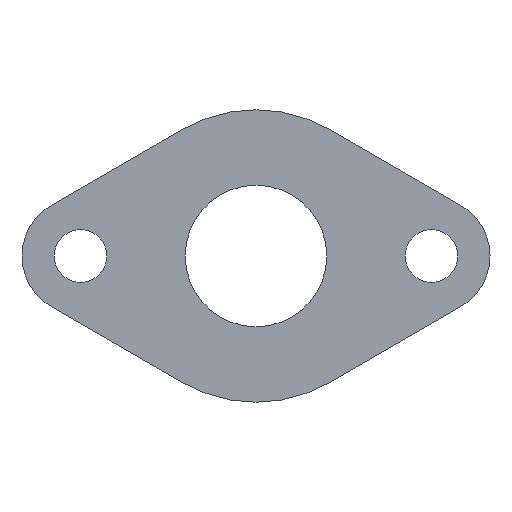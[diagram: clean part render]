
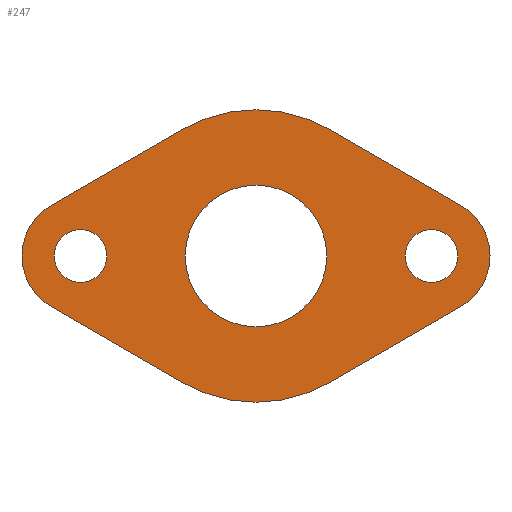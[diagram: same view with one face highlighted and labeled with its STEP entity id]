
A CAD part, left-side view. The second image highlights one B-rep face of the part: STEP entity #247.
In plain terms, the highlighted planar face has unit normal (-1, 0, 0).
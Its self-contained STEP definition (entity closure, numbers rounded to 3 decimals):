
#20=CIRCLE('',#263,12.5);
#22=CIRCLE('',#267,5.);
#24=CIRCLE('',#271,12.5);
#27=CIRCLE('',#276,2.25);
#29=CIRCLE('',#279,2.25);
#31=CIRCLE('',#282,6.05);
#32=CIRCLE('',#284,5.);
#90=ORIENTED_EDGE('',*,*,#128,.T.);
#91=ORIENTED_EDGE('',*,*,#126,.T.);
#92=ORIENTED_EDGE('',*,*,#124,.T.);
#93=ORIENTED_EDGE('',*,*,#101,.F.);
#94=ORIENTED_EDGE('',*,*,#129,.F.);
#95=ORIENTED_EDGE('',*,*,#120,.F.);
#96=ORIENTED_EDGE('',*,*,#117,.F.);
#97=ORIENTED_EDGE('',*,*,#114,.F.);
#98=ORIENTED_EDGE('',*,*,#111,.F.);
#99=ORIENTED_EDGE('',*,*,#108,.F.);
#100=ORIENTED_EDGE('',*,*,#105,.F.);
#101=EDGE_CURVE('',#131,#132,#153,.T.);
#105=EDGE_CURVE('',#132,#135,#20,.T.);
#108=EDGE_CURVE('',#135,#137,#158,.T.);
#111=EDGE_CURVE('',#137,#139,#22,.T.);
#114=EDGE_CURVE('',#139,#141,#162,.T.);
#117=EDGE_CURVE('',#141,#143,#24,.T.);
#120=EDGE_CURVE('',#143,#145,#166,.T.);
#124=EDGE_CURVE('',#148,#148,#27,.T.);
#126=EDGE_CURVE('',#150,#150,#29,.T.);
#128=EDGE_CURVE('',#152,#152,#31,.T.);
#129=EDGE_CURVE('',#145,#131,#32,.T.);
#131=VERTEX_POINT('',#363);
#132=VERTEX_POINT('',#364);
#135=VERTEX_POINT('',#372);
#137=VERTEX_POINT('',#378);
#139=VERTEX_POINT('',#384);
#141=VERTEX_POINT('',#390);
#143=VERTEX_POINT('',#396);
#145=VERTEX_POINT('',#402);
#148=VERTEX_POINT('',#410);
#150=VERTEX_POINT('',#415);
#152=VERTEX_POINT('',#420);
#153=LINE('',#362,#169);
#158=LINE('',#377,#174);
#162=LINE('',#389,#178);
#166=LINE('',#401,#182);
#169=VECTOR('',#292,1000.);
#174=VECTOR('',#305,1000.);
#178=VECTOR('',#317,1000.);
#182=VECTOR('',#329,1000.);
#203=EDGE_LOOP('',(#90));
#204=EDGE_LOOP('',(#91));
#205=EDGE_LOOP('',(#92));
#206=EDGE_LOOP('',(#93,#94,#95,#96,#97,#98,#99,#100));
#225=FACE_BOUND('',#203,.T.);
#226=FACE_BOUND('',#204,.T.);
#227=FACE_BOUND('',#205,.T.);
#228=FACE_BOUND('',#206,.T.);
#234=PLANE('',#287);
#247=ADVANCED_FACE('',(#225,#226,#227,#228),#234,.F.);
#263=AXIS2_PLACEMENT_3D('',#371,#298,#299);
#267=AXIS2_PLACEMENT_3D('',#383,#310,#311);
#271=AXIS2_PLACEMENT_3D('',#395,#322,#323);
#276=AXIS2_PLACEMENT_3D('',#409,#336,#337);
#279=AXIS2_PLACEMENT_3D('',#414,#342,#343);
#282=AXIS2_PLACEMENT_3D('',#419,#348,#349);
#284=AXIS2_PLACEMENT_3D('',#422,#352,#353);
#287=AXIS2_PLACEMENT_3D('',#425,#358,#359);
#292=DIRECTION('',(0.,-0.866,0.5));
#298=DIRECTION('',(1.,0.,0.));
#299=DIRECTION('',(0.,0.,-1.));
#305=DIRECTION('',(0.,-0.866,-0.5));
#310=DIRECTION('',(1.,0.,0.));
#311=DIRECTION('',(0.,0.,-1.));
#317=DIRECTION('',(0.,0.866,-0.5));
#322=DIRECTION('',(1.,0.,0.));
#323=DIRECTION('',(0.,0.,-1.));
#329=DIRECTION('',(0.,0.866,0.5));
#336=DIRECTION('',(1.,0.,0.));
#337=DIRECTION('',(0.,0.,-1.));
#342=DIRECTION('',(1.,0.,0.));
#343=DIRECTION('',(0.,0.,-1.));
#348=DIRECTION('',(1.,0.,0.));
#349=DIRECTION('',(0.,0.,-1.));
#352=DIRECTION('',(1.,0.,0.));
#353=DIRECTION('',(0.,0.,-1.));
#358=DIRECTION('',(1.,0.,0.));
#359=DIRECTION('',(0.,0.,-1.));
#362=CARTESIAN_POINT('',(0.,17.5,4.33));
#363=CARTESIAN_POINT('',(0.,17.5,4.33));
#364=CARTESIAN_POINT('',(0.,6.25,10.825));
#371=CARTESIAN_POINT('',(0.,0.,0.));
#372=CARTESIAN_POINT('',(0.,-6.25,10.825));
#377=CARTESIAN_POINT('',(0.,-6.25,10.825));
#378=CARTESIAN_POINT('',(0.,-17.5,4.33));
#383=CARTESIAN_POINT('',(0.,-15.,0.));
#384=CARTESIAN_POINT('',(0.,-17.5,-4.33));
#389=CARTESIAN_POINT('',(0.,-17.5,-4.33));
#390=CARTESIAN_POINT('',(0.,-6.25,-10.825));
#395=CARTESIAN_POINT('',(0.,0.,0.));
#396=CARTESIAN_POINT('',(0.,6.25,-10.825));
#401=CARTESIAN_POINT('',(0.,6.25,-10.825));
#402=CARTESIAN_POINT('',(0.,17.5,-4.33));
#409=CARTESIAN_POINT('',(0.,15.,0.));
#410=CARTESIAN_POINT('',(0.,15.,-2.25));
#414=CARTESIAN_POINT('',(0.,-15.,0.));
#415=CARTESIAN_POINT('',(0.,-15.,-2.25));
#419=CARTESIAN_POINT('',(0.,0.,0.));
#420=CARTESIAN_POINT('',(0.,0.,-6.05));
#422=CARTESIAN_POINT('',(0.,15.,0.));
#425=CARTESIAN_POINT('',(0.,0.,0.));
